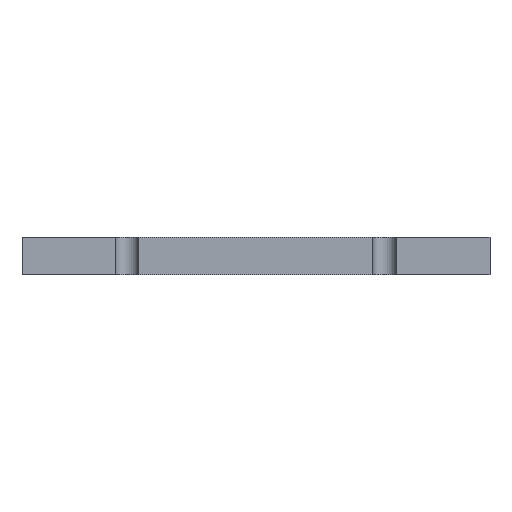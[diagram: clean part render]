
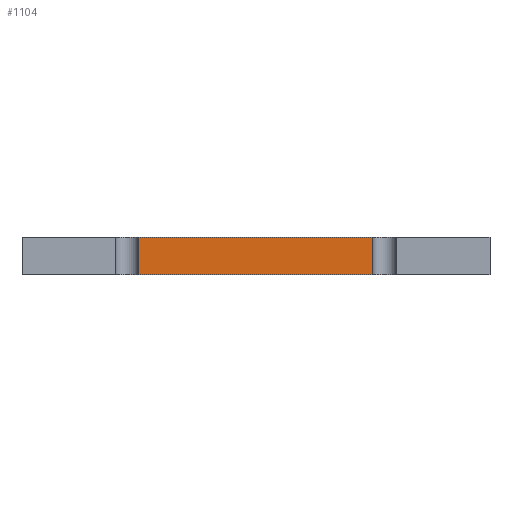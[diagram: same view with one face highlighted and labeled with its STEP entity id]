
A CAD part, left-side view. The second image highlights one B-rep face of the part: STEP entity #1104.
In plain terms, the highlighted planar face has unit normal (-1, 0, 0).
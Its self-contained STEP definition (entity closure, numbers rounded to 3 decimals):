
#248=ORIENTED_EDGE('',*,*,#473,.F.);
#249=ORIENTED_EDGE('',*,*,#533,.F.);
#250=ORIENTED_EDGE('',*,*,#522,.T.);
#251=ORIENTED_EDGE('',*,*,#536,.T.);
#473=EDGE_CURVE('',#630,#631,#709,.T.);
#522=EDGE_CURVE('',#667,#669,#746,.T.);
#533=EDGE_CURVE('',#667,#630,#757,.T.);
#536=EDGE_CURVE('',#669,#631,#760,.T.);
#630=VERTEX_POINT('',#1719);
#631=VERTEX_POINT('',#1721);
#667=VERTEX_POINT('',#1812);
#669=VERTEX_POINT('',#1816);
#709=LINE('',#1720,#825);
#746=LINE('',#1817,#862);
#757=LINE('',#1836,#873);
#760=LINE('',#1840,#876);
#825=VECTOR('',#1370,1000.);
#862=VECTOR('',#1449,1000.);
#873=VECTOR('',#1470,1000.);
#876=VECTOR('',#1475,1000.);
#934=EDGE_LOOP('',(#248,#249,#250,#251));
#1006=FACE_BOUND('',#934,.T.);
#1068=PLANE('',#1221);
#1104=ADVANCED_FACE('',(#1006),#1068,.T.);
#1221=AXIS2_PLACEMENT_3D('',#1839,#1473,#1474);
#1370=DIRECTION('',(0.,1.,0.));
#1449=DIRECTION('',(0.,1.,0.));
#1470=DIRECTION('',(0.,0.,-1.));
#1473=DIRECTION('',(-1.,0.,0.));
#1474=DIRECTION('',(0.,-1.,0.));
#1475=DIRECTION('',(0.,0.,-1.));
#1719=CARTESIAN_POINT('',(-22.3,-15.,0.));
#1720=CARTESIAN_POINT('',(-22.3,0.,0.));
#1721=CARTESIAN_POINT('',(-22.3,15.,0.));
#1812=CARTESIAN_POINT('',(-22.3,-15.,4.8));
#1816=CARTESIAN_POINT('',(-22.3,15.,4.8));
#1817=CARTESIAN_POINT('',(-22.3,0.,4.8));
#1836=CARTESIAN_POINT('',(-22.3,-15.,4.8));
#1839=CARTESIAN_POINT('',(-22.3,0.,4.8));
#1840=CARTESIAN_POINT('',(-22.3,15.,4.8));
